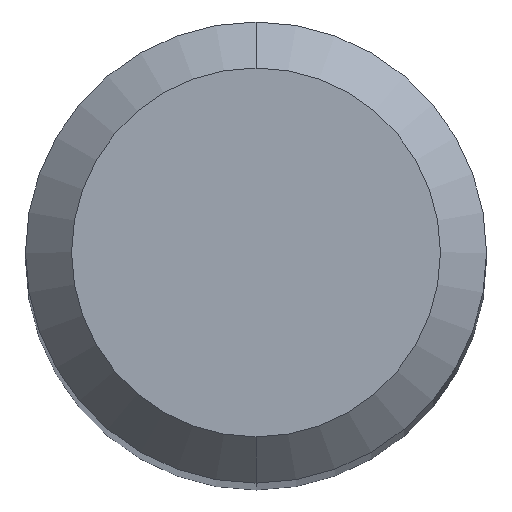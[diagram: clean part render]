
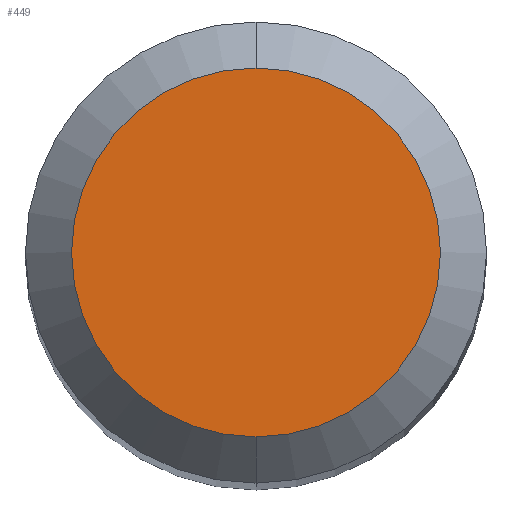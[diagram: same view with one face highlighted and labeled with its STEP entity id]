
A CAD part, top view. The second image highlights one B-rep face of the part: STEP entity #449.
In plain terms, the highlighted planar face has unit normal (0, 0, 1).
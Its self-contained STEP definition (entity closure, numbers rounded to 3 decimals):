
#359=EDGE_CURVE('',#419,#395,#688,.T.);
#395=VERTEX_POINT('',#728);
#411=EDGE_CURVE('',#395,#419,#745,.T.);
#419=VERTEX_POINT('',#753);
#449=ADVANCED_FACE('',(#785),#786,.T.);
#688=CIRCLE('',#1215,1.2);
#728=CARTESIAN_POINT('',(0.,-1.2,0.0));
#745=CIRCLE('',#1305,1.2);
#753=CARTESIAN_POINT('',(0.0,1.2,0.0));
#785=FACE_OUTER_BOUND('',#1406,.T.);
#786=PLANE('',#1407);
#1215=AXIS2_PLACEMENT_3D('',#1705,#1706,#1707);
#1305=AXIS2_PLACEMENT_3D('',#1761,#1762,#1763);
#1406=EDGE_LOOP('',(#1795,#1796));
#1407=AXIS2_PLACEMENT_3D('',#1797,#1798,#1799);
#1705=CARTESIAN_POINT('',(0.0,0.0,0.0));
#1706=DIRECTION('',(0.0,0.0,-1.0));
#1707=DIRECTION('',(0.0,1.0,0.0));
#1761=CARTESIAN_POINT('',(0.0,0.0,0.0));
#1762=DIRECTION('',(0.0,0.0,-1.0));
#1763=DIRECTION('',(0.0,1.0,0.0));
#1795=ORIENTED_EDGE('',*,*,#359,.F.);
#1796=ORIENTED_EDGE('',*,*,#411,.F.);
#1797=CARTESIAN_POINT('',(0.0,0.6,0.0));
#1798=DIRECTION('',(-0.0,0.0,1.0));
#1799=DIRECTION('',(0.0,-1.0,0.0));
